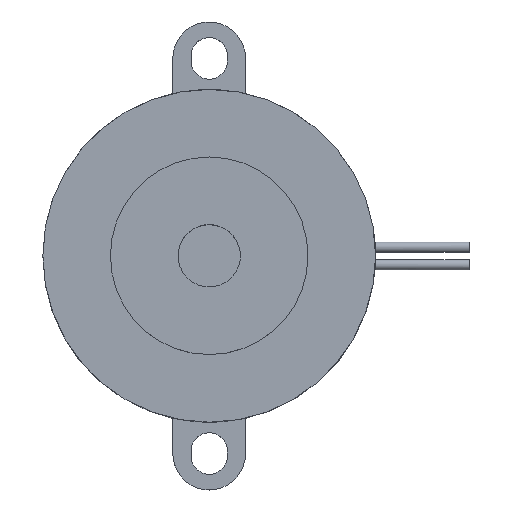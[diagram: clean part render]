
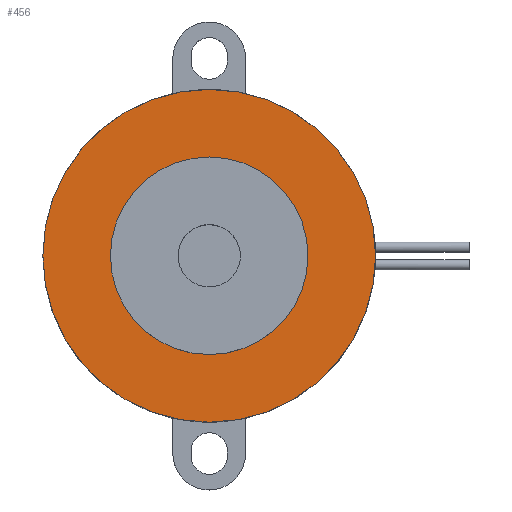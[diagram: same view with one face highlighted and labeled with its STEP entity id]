
A CAD part, top view. The second image highlights one B-rep face of the part: STEP entity #456.
In plain terms, the highlighted planar face has unit normal (0, 0, 1).
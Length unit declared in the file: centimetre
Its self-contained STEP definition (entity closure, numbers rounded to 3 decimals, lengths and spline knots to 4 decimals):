
#113=PLANE('',#505);
#155=VERTEX_POINT('',#804);
#156=VERTEX_POINT('',#808);
#177=CIRCLE('',#501,0.95);
#178=CIRCLE('',#504,1.6);
#234=EDGE_CURVE('',#155,#155,#177,.T.);
#235=EDGE_CURVE('',#156,#156,#178,.T.);
#348=ORIENTED_EDGE('',*,*,#234,.T.);
#349=ORIENTED_EDGE('',*,*,#235,.F.);
#388=EDGE_LOOP('',(#348));
#389=EDGE_LOOP('',(#349));
#428=FACE_BOUND('',#388,.T.);
#429=FACE_BOUND('',#389,.T.);
#456=ADVANCED_FACE('',(#428,#429),#113,.T.);
#501=AXIS2_PLACEMENT_3D('',#803,#612,#613);
#504=AXIS2_PLACEMENT_3D('',#807,#617,#618);
#505=AXIS2_PLACEMENT_3D('',#809,#619,$);
#612=DIRECTION('',(0.,0.,-1.));
#613=DIRECTION('',(0.95,0.,0.));
#617=DIRECTION('',(0.,0.,-1.));
#618=DIRECTION('',(1.6,0.,0.));
#619=DIRECTION('',(0.,0.,1.));
#803=CARTESIAN_POINT('',(0.,0.,1.13));
#804=CARTESIAN_POINT('',(0.95,0.,1.13));
#807=CARTESIAN_POINT('',(0.,0.,1.13));
#808=CARTESIAN_POINT('',(1.6,0.,1.13));
#809=CARTESIAN_POINT('',(0.,0.,1.13));
